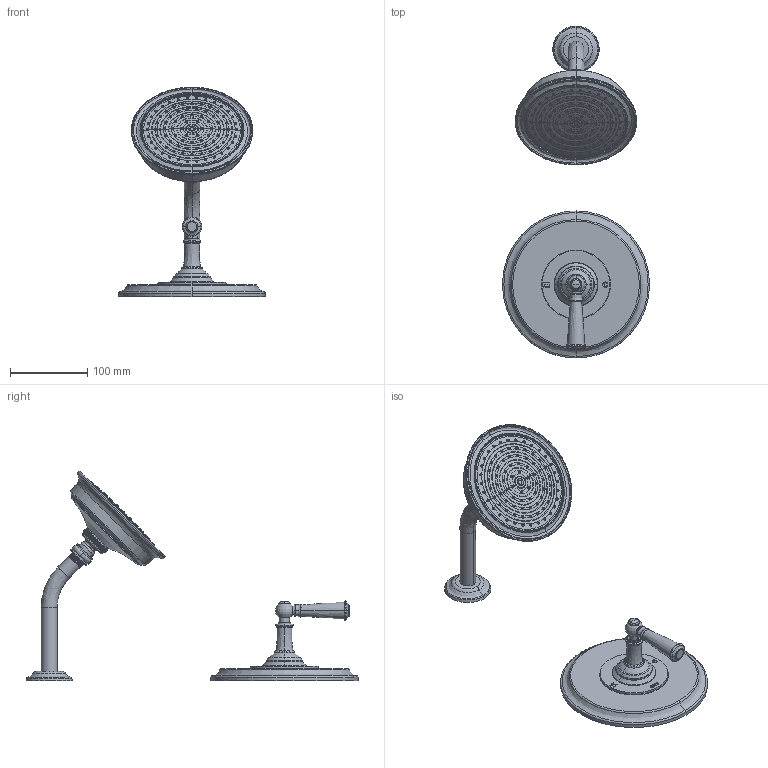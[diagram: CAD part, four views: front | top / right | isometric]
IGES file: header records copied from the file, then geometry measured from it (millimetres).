
Start section:  PTC IGES file: 3-2414bp.igs
Global section: file name: 3-2414bp.igs; native system: Creo Parametric by PTC Inc.; preprocessor: 2018400; author: jinson.thomas; organization: Unknown; date: 20210528.140840; units: inch
Bounding box: 190.5 x 430.15 x 271.55 mm (x, y, z)
Volume: 1143502.7 mm3; surface area: 150131.1 mm2
Topology: 2 solids, 2 shells, 1223 faces, 3006 edges, 1994 vertices
Faces by surface type: revolution 850, bspline 278, extrusion 95
